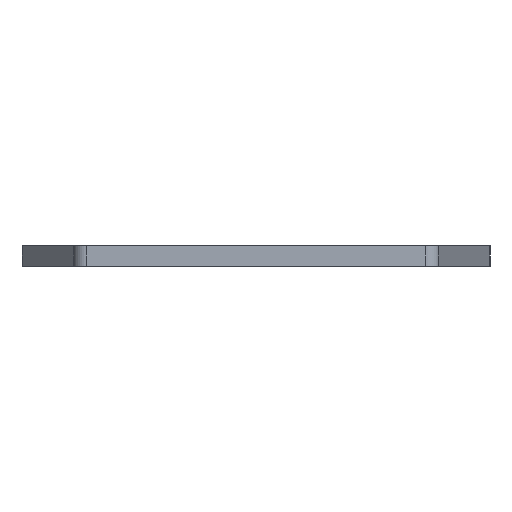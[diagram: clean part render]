
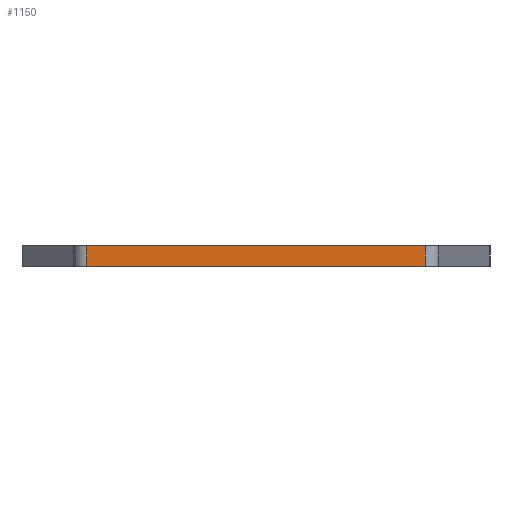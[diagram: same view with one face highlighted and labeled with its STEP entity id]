
A CAD part, front view. The second image highlights one B-rep face of the part: STEP entity #1150.
In plain terms, the highlighted planar face has unit normal (0, -1, 0).
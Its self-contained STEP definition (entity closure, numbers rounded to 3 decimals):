
#88=PLANE('',#1282);
#142=FACE_OUTER_BOUND('',#212,.T.);
#212=EDGE_LOOP('',(#1013,#1014,#1015,#1016));
#237=LINE('',#1665,#337);
#321=LINE('',#1940,#421);
#322=LINE('',#1943,#422);
#323=LINE('',#1944,#423);
#337=VECTOR('',#1317,10.);
#421=VECTOR('',#1603,10.);
#422=VECTOR('',#1606,10.);
#423=VECTOR('',#1607,10.);
#506=VERTEX_POINT('',#1662);
#507=VERTEX_POINT('',#1664);
#597=VERTEX_POINT('',#1938);
#598=VERTEX_POINT('',#1942);
#615=EDGE_CURVE('',#506,#507,#237,.T.);
#753=EDGE_CURVE('',#597,#507,#321,.T.);
#754=EDGE_CURVE('',#598,#597,#322,.T.);
#755=EDGE_CURVE('',#598,#506,#323,.T.);
#1013=ORIENTED_EDGE('',*,*,#754,.T.);
#1014=ORIENTED_EDGE('',*,*,#753,.T.);
#1015=ORIENTED_EDGE('',*,*,#615,.F.);
#1016=ORIENTED_EDGE('',*,*,#755,.F.);
#1150=ADVANCED_FACE('',(#142),#88,.T.);
#1282=AXIS2_PLACEMENT_3D('',#1941,#1604,#1605);
#1317=DIRECTION('',(1.,0.,0.));
#1603=DIRECTION('',(0.,0.,1.));
#1604=DIRECTION('center_axis',(0.,-1.,0.));
#1605=DIRECTION('ref_axis',(1.,0.,0.));
#1606=DIRECTION('',(1.,0.,0.));
#1607=DIRECTION('',(0.,0.,1.));
#1662=CARTESIAN_POINT('',(9.676,-3.,3.));
#1664=CARTESIAN_POINT('',(60.324,-3.,3.));
#1665=CARTESIAN_POINT('',(9.676,-3.,3.));
#1938=CARTESIAN_POINT('',(60.324,-3.,0.));
#1940=CARTESIAN_POINT('',(60.324,-3.,0.));
#1941=CARTESIAN_POINT('Origin',(9.676,-3.,0.));
#1942=CARTESIAN_POINT('',(9.676,-3.,0.));
#1943=CARTESIAN_POINT('',(9.676,-3.,0.));
#1944=CARTESIAN_POINT('',(9.676,-3.,0.));
